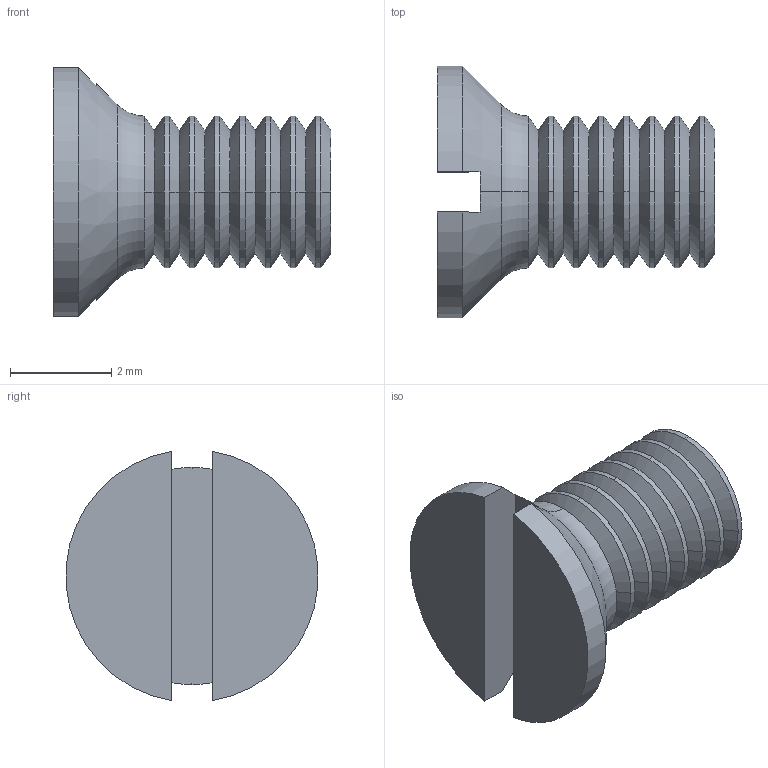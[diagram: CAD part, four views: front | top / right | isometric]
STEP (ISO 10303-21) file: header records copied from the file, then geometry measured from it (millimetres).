
FILE_DESCRIPTION (( 'STEP AP214' ), '1' );
FILE_NAME ('Base Weight Screw (ISO 2009 - M3 x 6 - 6S).STEP', '2025-07-06T08:34:28', ( '' ), ( '' ), 'SwSTEP 2.0', 'SolidWorks 2025', '' );
FILE_SCHEMA (( 'AUTOMOTIVE_DESIGN' ));
Length unit declared in the file: millimetre
Products named in the file (1): Base Weight Screw (ISO 2009 - M3 x 6 - 6S)_ISO 2009 - M3 x 6 --- 6S
Bounding box: 5.5 x 4.98 x 4.94 mm (x, y, z)
Volume: 44.1 mm3; surface area: 109.5 mm2
Topology: 1 solids, 1 shells, 57 faces, 146 edges, 92 vertices
Faces by surface type: cone 32, cylinder 16, plane 7, torus 2
Entity records: 1798 total; most frequent: DIRECTION 346, CARTESIAN_POINT 308, ORIENTED_EDGE 292, AXIS2_PLACEMENT_3D 146, EDGE_CURVE 146, VERTEX_POINT 92, CIRCLE 88, EDGE_LOOP 58
